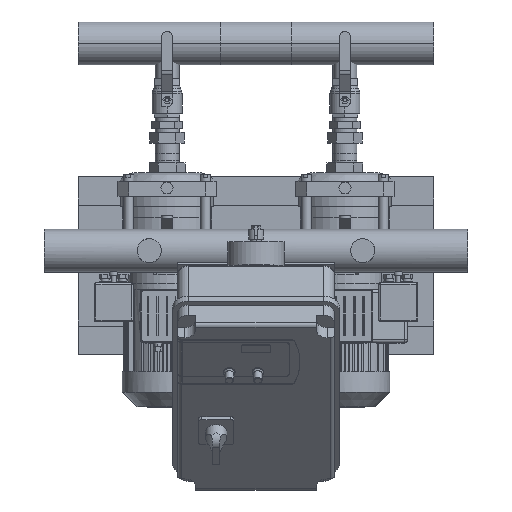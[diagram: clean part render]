
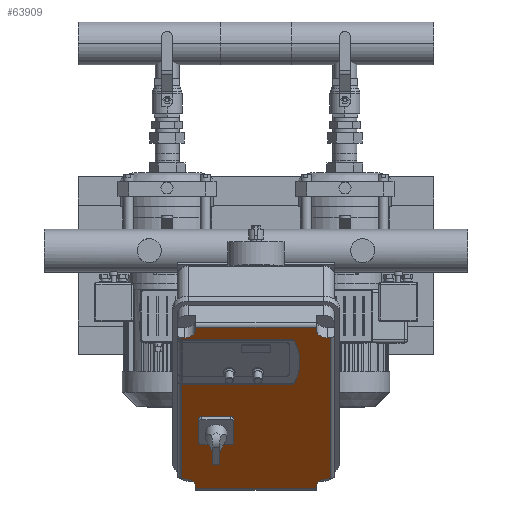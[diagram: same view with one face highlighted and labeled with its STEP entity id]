
A CAD part, top view. The second image highlights one B-rep face of the part: STEP entity #63909.
In plain terms, the highlighted planar face has unit normal (0, -0.707, 0.707).
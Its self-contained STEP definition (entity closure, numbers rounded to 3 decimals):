
#63449=CARTESIAN_POINT('',(145.,-187.584,572.271));
#63450=VERTEX_POINT('',#63449);
#63458=CARTESIAN_POINT('',(300.042,-187.584,572.271));
#63459=VERTEX_POINT('',#63458);
#63460=CARTESIAN_POINT('',(300.042,-187.584,572.271));
#63461=DIRECTION('',(-1.0,0.0,0.0));
#63462=VECTOR('',#63461,155.042);
#63463=LINE('',#63460,#63462);
#63464=EDGE_CURVE('',#63459,#63450,#63463,.T.);
#63491=CARTESIAN_POINT('',(304.726,-128.364,631.492));
#63492=VERTEX_POINT('',#63491);
#63499=CARTESIAN_POINT('',(300.042,-126.066,633.79));
#63500=VERTEX_POINT('',#63499);
#63501=CARTESIAN_POINT('',(300.042,-129.602,630.254));
#63502=DIRECTION('',(0.,0.707,-0.707));
#63503=DIRECTION('',(0.937,0.247,0.247));
#63504=AXIS2_PLACEMENT_3D('',#63501,#63502,#63503);
#63505=CIRCLE('',#63504,5.);
#63506=EDGE_CURVE('',#63500,#63492,#63505,.T.);
#63532=CARTESIAN_POINT('',(304.726,-185.286,574.569));
#63533=VERTEX_POINT('',#63532);
#63534=CARTESIAN_POINT('',(300.042,-184.049,575.807));
#63535=DIRECTION('',(0.0,0.707,-0.707));
#63536=DIRECTION('',(0.,-0.707,-0.707));
#63537=AXIS2_PLACEMENT_3D('',#63534,#63535,#63536);
#63538=CIRCLE('',#63537,5.);
#63539=EDGE_CURVE('',#63533,#63459,#63538,.T.);
#63563=CARTESIAN_POINT('',(197.,-156.825,603.03));
#63564=DIRECTION('',(0.,0.707,-0.707));
#63565=DIRECTION('',(0.937,-0.247,-0.247));
#63566=AXIS2_PLACEMENT_3D('',#63563,#63564,#63565);
#63567=CIRCLE('',#63566,115.0);
#63568=EDGE_CURVE('',#63492,#63533,#63567,.T.);
#63588=CARTESIAN_POINT('',(145.0,-320.52,439.335));
#63589=VERTEX_POINT('',#63588);
#63597=CARTESIAN_POINT('',(145.0,-320.52,439.335));
#63598=DIRECTION('',(0.,0.707,0.707));
#63599=VECTOR('',#63598,188.);
#63600=LINE('',#63597,#63599);
#63601=EDGE_CURVE('',#63589,#63450,#63600,.T.);
#63699=CARTESIAN_POINT('',(335.0,-108.388,651.467));
#63700=VERTEX_POINT('',#63699);
#63718=CARTESIAN_POINT('',(165.,-108.388,651.467));
#63719=VERTEX_POINT('',#63718);
#63727=CARTESIAN_POINT('',(165.,-108.388,651.467));
#63728=DIRECTION('',(1.0,0.0,0.0));
#63729=VECTOR('',#63728,170.);
#63730=LINE('',#63727,#63729);
#63731=EDGE_CURVE('',#63719,#63700,#63730,.T.);
#63742=CARTESIAN_POINT('',(335.0,-111.924,647.932));
#63743=VERTEX_POINT('',#63742);
#63744=CARTESIAN_POINT('',(335.0,-111.924,647.932));
#63745=DIRECTION('',(0.0,0.707,0.707));
#63746=VECTOR('',#63745,5.);
#63747=LINE('',#63744,#63746);
#63748=EDGE_CURVE('',#63743,#63700,#63747,.T.);
#63775=CARTESIAN_POINT('',(250.0,-221.525,538.33));
#63776=DIRECTION('',(0.0,-0.707,0.707));
#63777=DIRECTION('',(0.,-0.707,-0.707));
#63778=AXIS2_PLACEMENT_3D('',#63775,#63776,#63777);
#63779=PLANE('',#63778);
#63780=ORIENTED_EDGE('',*,*,#63464,.T.);
#63781=ORIENTED_EDGE('',*,*,#63601,.F.);
#63782=CARTESIAN_POINT('',(150.0,-320.52,439.335));
#63783=VERTEX_POINT('',#63782);
#63784=CARTESIAN_POINT('',(145.0,-320.52,439.335));
#63785=DIRECTION('',(1.0,0.0,0.0));
#63786=VECTOR('',#63785,5.0);
#63787=LINE('',#63784,#63786);
#63788=EDGE_CURVE('',#63589,#63783,#63787,.T.);
#63789=ORIENTED_EDGE('',*,*,#63788,.T.);
#63790=CARTESIAN_POINT('',(165.0,-331.127,428.729));
#63791=VERTEX_POINT('',#63790);
#63792=CARTESIAN_POINT('',(150.0,-331.127,428.729));
#63793=DIRECTION('',(0.0,0.707,-0.707));
#63794=DIRECTION('',(1.0,0.0,0.0));
#63795=AXIS2_PLACEMENT_3D('',#63792,#63793,#63794);
#63796=CIRCLE('',#63795,15.);
#63797=EDGE_CURVE('',#63783,#63791,#63796,.T.);
#63798=ORIENTED_EDGE('',*,*,#63797,.T.);
#63799=CARTESIAN_POINT('',(165.0,-334.663,425.193));
#63800=VERTEX_POINT('',#63799);
#63801=CARTESIAN_POINT('',(165.0,-331.127,428.729));
#63802=DIRECTION('',(0.0,-0.707,-0.707));
#63803=VECTOR('',#63802,5.);
#63804=LINE('',#63801,#63803);
#63805=EDGE_CURVE('',#63791,#63800,#63804,.T.);
#63806=ORIENTED_EDGE('',*,*,#63805,.T.);
#63807=CARTESIAN_POINT('',(335.0,-334.663,425.193));
#63808=VERTEX_POINT('',#63807);
#63809=CARTESIAN_POINT('',(335.0,-334.663,425.193));
#63810=DIRECTION('',(-1.0,0.0,0.0));
#63811=VECTOR('',#63810,170.0);
#63812=LINE('',#63809,#63811);
#63813=EDGE_CURVE('',#63808,#63800,#63812,.T.);
#63814=ORIENTED_EDGE('',*,*,#63813,.F.);
#63815=CARTESIAN_POINT('',(335.0,-331.127,428.729));
#63816=VERTEX_POINT('',#63815);
#63817=CARTESIAN_POINT('',(335.0,-334.663,425.193));
#63818=DIRECTION('',(0.0,0.707,0.707));
#63819=VECTOR('',#63818,5.0);
#63820=LINE('',#63817,#63819);
#63821=EDGE_CURVE('',#63808,#63816,#63820,.T.);
#63822=ORIENTED_EDGE('',*,*,#63821,.T.);
#63823=CARTESIAN_POINT('',(350.,-320.52,439.335));
#63824=VERTEX_POINT('',#63823);
#63825=CARTESIAN_POINT('',(350.,-331.127,428.729));
#63826=DIRECTION('',(0.0,0.707,-0.707));
#63827=DIRECTION('',(0.,0.707,0.707));
#63828=AXIS2_PLACEMENT_3D('',#63825,#63826,#63827);
#63829=CIRCLE('',#63828,15.);
#63830=EDGE_CURVE('',#63816,#63824,#63829,.T.);
#63831=ORIENTED_EDGE('',*,*,#63830,.T.);
#63832=CARTESIAN_POINT('',(355.0,-320.52,439.335));
#63833=VERTEX_POINT('',#63832);
#63834=CARTESIAN_POINT('',(350.,-320.52,439.335));
#63835=DIRECTION('',(1.0,0.0,0.0));
#63836=VECTOR('',#63835,5.);
#63837=LINE('',#63834,#63836);
#63838=EDGE_CURVE('',#63824,#63833,#63837,.T.);
#63839=ORIENTED_EDGE('',*,*,#63838,.T.);
#63840=CARTESIAN_POINT('',(355.0,-122.53,637.325));
#63841=VERTEX_POINT('',#63840);
#63842=CARTESIAN_POINT('',(355.0,-122.53,637.325));
#63843=DIRECTION('',(0.0,-0.707,-0.707));
#63844=VECTOR('',#63843,280.);
#63845=LINE('',#63842,#63844);
#63846=EDGE_CURVE('',#63841,#63833,#63845,.T.);
#63847=ORIENTED_EDGE('',*,*,#63846,.F.);
#63848=CARTESIAN_POINT('',(350.0,-122.53,637.325));
#63849=VERTEX_POINT('',#63848);
#63850=CARTESIAN_POINT('',(355.0,-122.53,637.325));
#63851=DIRECTION('',(-1.0,0.0,0.0));
#63852=VECTOR('',#63851,5.0);
#63853=LINE('',#63850,#63852);
#63854=EDGE_CURVE('',#63841,#63849,#63853,.T.);
#63855=ORIENTED_EDGE('',*,*,#63854,.T.);
#63856=CARTESIAN_POINT('',(350.0,-111.924,647.932));
#63857=DIRECTION('',(0.0,0.707,-0.707));
#63858=DIRECTION('',(-1.0,0.0,0.0));
#63859=AXIS2_PLACEMENT_3D('',#63856,#63857,#63858);
#63860=CIRCLE('',#63859,15.0);
#63861=EDGE_CURVE('',#63849,#63743,#63860,.T.);
#63862=ORIENTED_EDGE('',*,*,#63861,.T.);
#63863=ORIENTED_EDGE('',*,*,#63748,.T.);
#63864=ORIENTED_EDGE('',*,*,#63731,.F.);
#63865=CARTESIAN_POINT('',(165.,-111.924,647.932));
#63866=VERTEX_POINT('',#63865);
#63867=CARTESIAN_POINT('',(165.,-108.388,651.467));
#63868=DIRECTION('',(0.0,-0.707,-0.707));
#63869=VECTOR('',#63868,5.);
#63870=LINE('',#63867,#63869);
#63871=EDGE_CURVE('',#63719,#63866,#63870,.T.);
#63872=ORIENTED_EDGE('',*,*,#63871,.T.);
#63873=CARTESIAN_POINT('',(150.,-122.53,637.325));
#63874=VERTEX_POINT('',#63873);
#63875=CARTESIAN_POINT('',(150.,-111.924,647.932));
#63876=DIRECTION('',(0.0,0.707,-0.707));
#63877=DIRECTION('',(0.,-0.707,-0.707));
#63878=AXIS2_PLACEMENT_3D('',#63875,#63876,#63877);
#63879=CIRCLE('',#63878,15.);
#63880=EDGE_CURVE('',#63866,#63874,#63879,.T.);
#63881=ORIENTED_EDGE('',*,*,#63880,.T.);
#63882=CARTESIAN_POINT('',(145.,-122.53,637.325));
#63883=VERTEX_POINT('',#63882);
#63884=CARTESIAN_POINT('',(150.,-122.53,637.325));
#63885=DIRECTION('',(-1.0,0.0,0.0));
#63886=VECTOR('',#63885,5.0);
#63887=LINE('',#63884,#63886);
#63888=EDGE_CURVE('',#63874,#63883,#63887,.T.);
#63889=ORIENTED_EDGE('',*,*,#63888,.T.);
#63890=CARTESIAN_POINT('',(145.,-126.066,633.79));
#63891=VERTEX_POINT('',#63890);
#63892=CARTESIAN_POINT('',(145.,-126.066,633.79));
#63893=DIRECTION('',(0.,0.707,0.707));
#63894=VECTOR('',#63893,5.);
#63895=LINE('',#63892,#63894);
#63896=EDGE_CURVE('',#63891,#63883,#63895,.T.);
#63897=ORIENTED_EDGE('',*,*,#63896,.F.);
#63898=CARTESIAN_POINT('',(145.,-126.066,633.79));
#63899=DIRECTION('',(1.0,0.0,0.0));
#63900=VECTOR('',#63899,155.042);
#63901=LINE('',#63898,#63900);
#63902=EDGE_CURVE('',#63891,#63500,#63901,.T.);
#63903=ORIENTED_EDGE('',*,*,#63902,.T.);
#63904=ORIENTED_EDGE('',*,*,#63506,.T.);
#63905=ORIENTED_EDGE('',*,*,#63568,.T.);
#63906=ORIENTED_EDGE('',*,*,#63539,.T.);
#63907=EDGE_LOOP('',(#63780,#63781,#63789,#63798,#63806,#63814,#63822,#63831,#63839,#63847,#63855,#63862,#63863,#63864,#63872,#63881,#63889,#63897,#63903,#63904,#63905,#63906));
#63908=FACE_OUTER_BOUND('',#63907,.T.);
#63909=ADVANCED_FACE('',(#63908),#63779,.T.);
